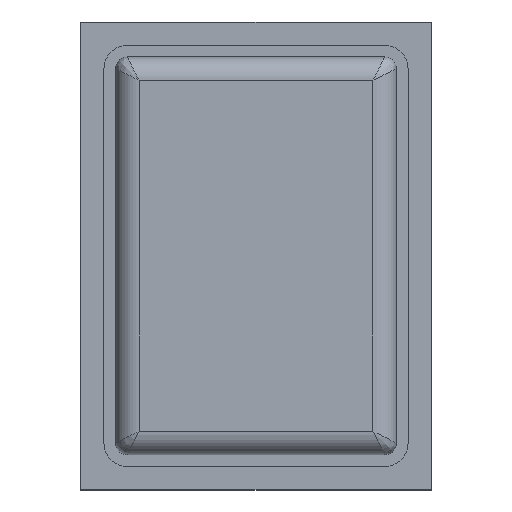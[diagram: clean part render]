
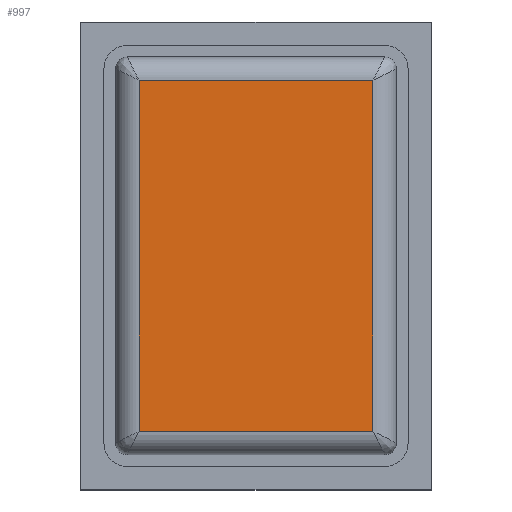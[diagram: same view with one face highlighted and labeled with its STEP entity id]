
A CAD part, top view. The second image highlights one B-rep face of the part: STEP entity #997.
In plain terms, the highlighted planar face has unit normal (0, 0, 1).
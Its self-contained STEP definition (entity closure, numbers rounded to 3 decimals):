
#8 = ORIENTED_EDGE ( 'NONE', *, *, #739, .T. ) ;
#43 = CARTESIAN_POINT ( 'NONE',  ( -1., -1.6, 1.2 ) ) ;
#48 = CARTESIAN_POINT ( 'NONE',  ( 1.1, -1.5, 1.2 ) ) ;
#57 = DIRECTION ( 'NONE',  ( 1., 0., 0. ) ) ;
#122 = EDGE_CURVE ( 'NONE', #653, #674, #966, .T. ) ;
#130 = AXIS2_PLACEMENT_3D ( 'NONE', #948, #141, #943 ) ;
#141 = DIRECTION ( 'NONE',  ( 0., 0., 1. ) ) ;
#174 = EDGE_CURVE ( 'NONE', #296, #653, #685, .T. ) ;
#284 = ORIENTED_EDGE ( 'NONE', *, *, #174, .T. ) ;
#287 = DIRECTION ( 'NONE',  ( -1., 0., 0. ) ) ;
#292 = DIRECTION ( 'NONE',  ( 0., -1., 0. ) ) ;
#296 = VERTEX_POINT ( 'NONE', #911 ) ;
#332 = ORIENTED_EDGE ( 'NONE', *, *, #122, .T. ) ;
#337 = FACE_OUTER_BOUND ( 'NONE', #719, .T. ) ;
#411 = LINE ( 'NONE', #458, #1041 ) ;
#420 = VERTEX_POINT ( 'NONE', #830 ) ;
#458 = CARTESIAN_POINT ( 'NONE',  ( -1.1, 1.5, 1.2 ) ) ;
#505 = EDGE_CURVE ( 'NONE', #420, #296, #916, .T. ) ;
#543 = VECTOR ( 'NONE', #57, 1000. ) ;
#559 = VECTOR ( 'NONE', #622, 1000. ) ;
#622 = DIRECTION ( 'NONE',  ( 0., 1., 0. ) ) ;
#653 = VERTEX_POINT ( 'NONE', #749 ) ;
#666 = VECTOR ( 'NONE', #292, 1000. ) ;
#674 = VERTEX_POINT ( 'NONE', #695 ) ;
#685 = LINE ( 'NONE', #48, #543 ) ;
#695 = CARTESIAN_POINT ( 'NONE',  ( 1., 1.5, 1.2 ) ) ;
#719 = EDGE_LOOP ( 'NONE', ( #284, #332, #8, #895 ) ) ;
#721 = CARTESIAN_POINT ( 'NONE',  ( 1., 1.6, 1.2 ) ) ;
#739 = EDGE_CURVE ( 'NONE', #674, #420, #411, .T. ) ;
#749 = CARTESIAN_POINT ( 'NONE',  ( 1., -1.5, 1.2 ) ) ;
#830 = CARTESIAN_POINT ( 'NONE',  ( -1., 1.5, 1.2 ) ) ;
#895 = ORIENTED_EDGE ( 'NONE', *, *, #505, .T. ) ;
#911 = CARTESIAN_POINT ( 'NONE',  ( -1., -1.5, 1.2 ) ) ;
#916 = LINE ( 'NONE', #43, #666 ) ;
#943 = DIRECTION ( 'NONE',  ( 1., 0., 0. ) ) ;
#948 = CARTESIAN_POINT ( 'NONE',  ( 1.1, 1.6, 1.2 ) ) ;
#966 = LINE ( 'NONE', #721, #559 ) ;
#997 = ADVANCED_FACE ( 'NONE', ( #337 ), #1037, .T. ) ;
#1037 = PLANE ( 'NONE',  #130 ) ;
#1041 = VECTOR ( 'NONE', #287, 1000. ) ;
